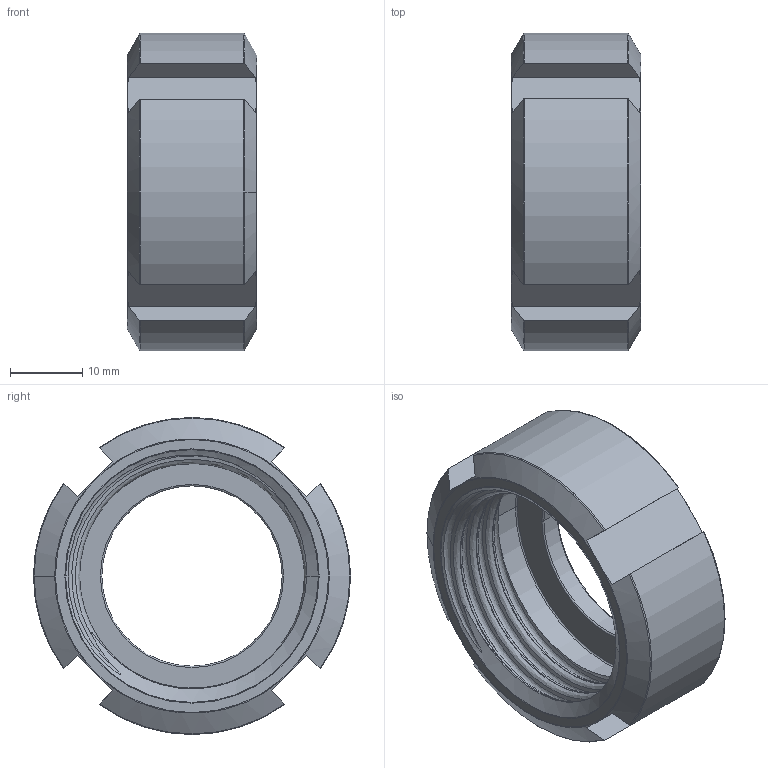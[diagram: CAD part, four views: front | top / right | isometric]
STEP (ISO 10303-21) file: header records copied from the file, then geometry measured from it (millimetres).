
FILE_DESCRIPTION (( 'STEP AP214' ), '1' );
FILE_NAME ('GL-210-015-x Nutmutter DIN11851 F15 heco.STEP', '2017-08-29T13:34:43', ( '' ), ( '' ), 'SwSTEP 2.0', 'SolidWorks 2016', '' );
FILE_SCHEMA (( 'AUTOMOTIVE_DESIGN' ));
Length unit declared in the file: millimetre
Products named in the file (1): GL-210-015-x Nutmutter DIN11851 F15 heco
Bounding box: 18 x 44 x 44 mm (x, y, z)
Volume: 10569.2 mm3; surface area: 6969.1 mm2
Topology: 1 solids, 1 shells, 243 faces, 644 edges, 424 vertices
Faces by surface type: plane 106, bspline 81, torus 27, cylinder 15, cone 14
Entity records: 16356 total; most frequent: CARTESIAN_POINT 9154, ORIENTED_EDGE 1288, DIRECTION 809, EDGE_CURVE 644, VERTEX_POINT 424, LINE 321, VECTOR 321, EDGE_LOOP 266
